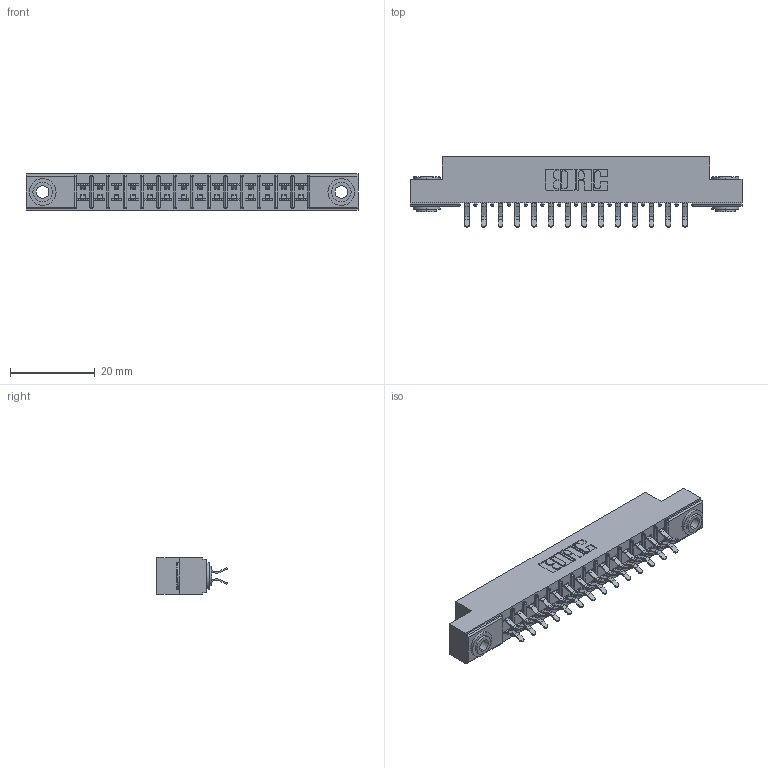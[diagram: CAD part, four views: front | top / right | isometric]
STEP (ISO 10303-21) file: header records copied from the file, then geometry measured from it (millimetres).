
FILE_DESCRIPTION (( 'STEP AP203' ), '1' );
FILE_NAME ('355-028-556-503.STEP', '2019-09-11T06:42:23', ( '' ), ( '' ), 'SwSTEP 2.0', 'SolidWorks 2016', '' );
FILE_SCHEMA (( 'CONFIG_CONTROL_DESIGN' ));
Length unit declared in the file: inch
Products named in the file (4): 355-028-556-503; 305 Part_.156 Dia; 345-250-002_345-250-002-102; 305-290-001_556
Assembly tree (31 placements, depth 2):
  355-028-556-503
    305 Part_.156 Dia
    305-290-001_556  x28
    345-250-002_345-250-002-102  x2
Bounding box: 78.49 x 16.64 x 8.71 mm (x, y, z)
Volume: 4731.9 mm3; surface area: 9172.3 mm2
Topology: 31 solids, 31 shells, 1736 faces, 4950 edges, 3220 vertices
Faces by surface type: plane 960, cylinder 712, sphere 56, cone 8
Entity records: 19854 total; most frequent: CARTESIAN_POINT 3269, ORIENTED_EDGE 3232, DIRECTION 3204, EDGE_CURVE 1616, VECTOR 1262, LINE 1262, VERTEX_POINT 1036, AXIS2_PLACEMENT_3D 971
